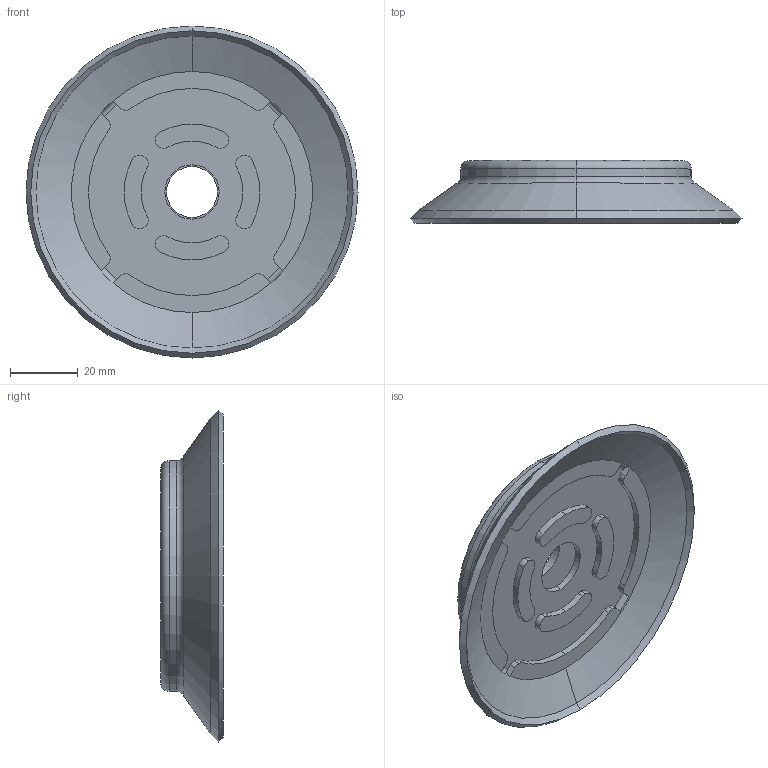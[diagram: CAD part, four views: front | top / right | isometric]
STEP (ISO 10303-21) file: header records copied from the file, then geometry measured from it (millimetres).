
FILE_DESCRIPTION(('STEP AP214'),'1');
FILE_NAME('COVAL_VPG95SNBR.stp','2017-12-27T16:20:59',('TraceParts'),('TraceParts S.A.'),'Spatial InterOp 3D',' ',' ');
FILE_SCHEMA(('automotive_design'));
Length unit declared in the file: millimetre
Products named in the file (1): COVAL_VPG95SNBR
Bounding box: 97.83 x 18.5 x 97.83 mm (x, y, z)
Volume: 36843.1 mm3; surface area: 24707.6 mm2
Topology: 1 solids, 1 shells, 146 faces, 371 edges, 240 vertices
Faces by surface type: cylinder 65, plane 34, bspline 29, cone 10, torus 8
Entity records: 9297 total; most frequent: CARTESIAN_POINT 4717, ORIENTED_EDGE 742, DIRECTION 668, EDGE_CURVE 371, AXIS2_PLACEMENT_3D 282, VERTEX_POINT 240, CIRCLE 164, EDGE_LOOP 161
